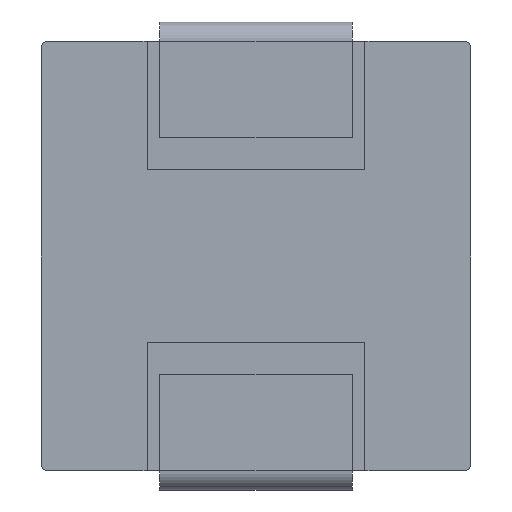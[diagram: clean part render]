
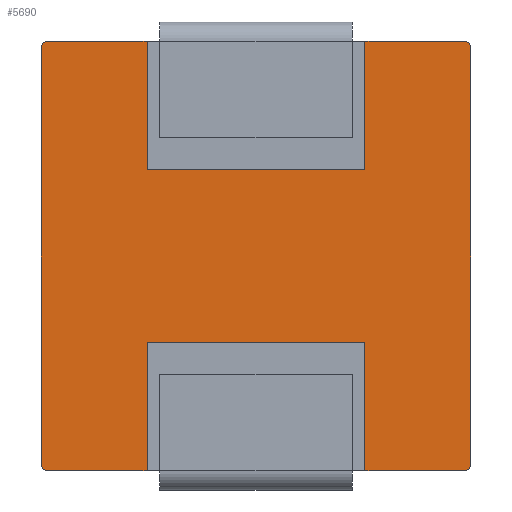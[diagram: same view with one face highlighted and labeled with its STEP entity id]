
A CAD part, front view. The second image highlights one B-rep face of the part: STEP entity #5690.
In plain terms, the highlighted planar face has unit normal (0, -1, 0).
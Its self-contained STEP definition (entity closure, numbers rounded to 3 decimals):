
#5 = VECTOR ( 'NONE', #4337, 1000. ) ;
#40 = FACE_OUTER_BOUND ( 'NONE', #754, .T. ) ;
#51 = AXIS2_PLACEMENT_3D ( 'NONE', #4448, #4449, #4450 ) ;
#754 = EDGE_LOOP ( 'NONE', ( #4882, #4884, #4881, #4883, #4885, #4886, #4887, #4889, #4888, #4890, #4892, #4891, #4893, #4894, #5005, #4896 ) ) ;
#1153 = EDGE_CURVE ( 'NONE', #2127, #2087, #2243, .T. ) ;
#1154 = EDGE_CURVE ( 'NONE', #2087, #4748, #2240, .T. ) ;
#1155 = EDGE_CURVE ( 'NONE', #4737, #2088, #2237, .T. ) ;
#1156 = EDGE_CURVE ( 'NONE', #2088, #2126, #2234, .T. ) ;
#1157 = EDGE_CURVE ( 'NONE', #2126, #2247, #2231, .T. ) ;
#1158 = EDGE_CURVE ( 'NONE', #4755, #2127, #2228, .T. ) ;
#1159 = EDGE_CURVE ( 'NONE', #2128, #4740, #2225, .T. ) ;
#1161 = EDGE_CURVE ( 'NONE', #4758, #2128, #3547, .T. ) ;
#1165 = EDGE_CURVE ( 'NONE', #2160, #4756, #3549, .T. ) ;
#1167 = EDGE_CURVE ( 'NONE', #2245, #2160, #2201, .T. ) ;
#1170 = EDGE_CURVE ( 'NONE', #4738, #2245, #3551, .T. ) ;
#1172 = EDGE_CURVE ( 'NONE', #2247, #4738, #2186, .T. ) ;
#1974 = VECTOR ( 'NONE', #2235, 1000. ) ;
#1975 = VECTOR ( 'NONE', #2232, 1000. ) ;
#1976 = VECTOR ( 'NONE', #2238, 1000. ) ;
#1977 = VECTOR ( 'NONE', #2241, 1000. ) ;
#1979 = VECTOR ( 'NONE', #2229, 1000. ) ;
#1980 = VECTOR ( 'NONE', #2226, 1000. ) ;
#2087 = VERTEX_POINT ( 'NONE', #3340 ) ;
#2088 = VERTEX_POINT ( 'NONE', #3341 ) ;
#2126 = VERTEX_POINT ( 'NONE', #3343 ) ;
#2127 = VERTEX_POINT ( 'NONE', #3344 ) ;
#2128 = VERTEX_POINT ( 'NONE', #3345 ) ;
#2160 = VERTEX_POINT ( 'NONE', #3348 ) ;
#2184 = DIRECTION ( 'NONE',  ( 1., 0., 0. ) ) ;
#2185 = CARTESIAN_POINT ( 'NONE',  ( -3.25, 0., 3.35 ) ) ;
#2186 = LINE ( 'NONE', #2185, #2820 ) ;
#2191 = DIRECTION ( 'NONE',  ( 0., 0., 1. ) ) ;
#2192 = DIRECTION ( 'NONE',  ( 0., 1., 0. ) ) ;
#2199 = DIRECTION ( 'NONE',  ( 0., 0., -1. ) ) ;
#2200 = CARTESIAN_POINT ( 'NONE',  ( 3.35, 0., 3.25 ) ) ;
#2201 = LINE ( 'NONE', #2200, #2822 ) ;
#2202 = CARTESIAN_POINT ( 'NONE',  ( 3.25, 0., 3.25 ) ) ;
#2206 = DIRECTION ( 'NONE',  ( 0., 0., -1. ) ) ;
#2207 = DIRECTION ( 'NONE',  ( 0., 1., 0. ) ) ;
#2208 = CARTESIAN_POINT ( 'NONE',  ( 3.25, 0., -3.25 ) ) ;
#2218 = DIRECTION ( 'NONE',  ( 0., 0., -1. ) ) ;
#2219 = DIRECTION ( 'NONE',  ( 0., 1., 0. ) ) ;
#2223 = DIRECTION ( 'NONE',  ( 0., 0., 1. ) ) ;
#2224 = CARTESIAN_POINT ( 'NONE',  ( -3.35, 0., 3.25 ) ) ;
#2225 = LINE ( 'NONE', #2224, #2959 ) ;
#2226 = DIRECTION ( 'NONE',  ( 0., 0., 1. ) ) ;
#2227 = CARTESIAN_POINT ( 'NONE',  ( 1.7, 0., -3.35 ) ) ;
#2228 = LINE ( 'NONE', #2227, #1980 ) ;
#2229 = DIRECTION ( 'NONE',  ( 0., 0., 1. ) ) ;
#2230 = CARTESIAN_POINT ( 'NONE',  ( 1.7, 0., 3.35 ) ) ;
#2231 = LINE ( 'NONE', #2230, #1979 ) ;
#2232 = DIRECTION ( 'NONE',  ( 1., 0., 0. ) ) ;
#2233 = CARTESIAN_POINT ( 'NONE',  ( 1.7, 0., 1.35 ) ) ;
#2234 = LINE ( 'NONE', #2233, #1975 ) ;
#2235 = DIRECTION ( 'NONE',  ( 0., 0., -1. ) ) ;
#2236 = CARTESIAN_POINT ( 'NONE',  ( -1.7, 0., 3.35 ) ) ;
#2237 = LINE ( 'NONE', #2236, #1974 ) ;
#2238 = DIRECTION ( 'NONE',  ( 0., 0., -1. ) ) ;
#2239 = CARTESIAN_POINT ( 'NONE',  ( -1.7, 0., -3.35 ) ) ;
#2240 = LINE ( 'NONE', #2239, #1976 ) ;
#2241 = DIRECTION ( 'NONE',  ( -1., 0., 0. ) ) ;
#2242 = CARTESIAN_POINT ( 'NONE',  ( 1.7, 0., -1.35 ) ) ;
#2243 = LINE ( 'NONE', #2242, #1977 ) ;
#2245 = VERTEX_POINT ( 'NONE', #3350 ) ;
#2247 = VERTEX_POINT ( 'NONE', #3352 ) ;
#2271 = CARTESIAN_POINT ( 'NONE',  ( -3.25, 0., -3.25 ) ) ;
#2820 = VECTOR ( 'NONE', #2184, 1000. ) ;
#2822 = VECTOR ( 'NONE', #2199, 1000. ) ;
#2954 = AXIS2_PLACEMENT_3D ( 'NONE', #2208, #2207, #2206 ) ;
#2956 = AXIS2_PLACEMENT_3D ( 'NONE', #2202, #2192, #2191 ) ;
#2959 = VECTOR ( 'NONE', #2223, 1000. ) ;
#2960 = AXIS2_PLACEMENT_3D ( 'NONE', #2271, #2219, #2218 ) ;
#3340 = CARTESIAN_POINT ( 'NONE',  ( -1.7, 0., -1.35 ) ) ;
#3341 = CARTESIAN_POINT ( 'NONE',  ( -1.7, 0., 1.35 ) ) ;
#3343 = CARTESIAN_POINT ( 'NONE',  ( 1.7, 0., 1.35 ) ) ;
#3344 = CARTESIAN_POINT ( 'NONE',  ( 1.7, 0., -1.35 ) ) ;
#3345 = CARTESIAN_POINT ( 'NONE',  ( -3.35, 0., -3.25 ) ) ;
#3348 = CARTESIAN_POINT ( 'NONE',  ( 3.35, 0., -3.25 ) ) ;
#3350 = CARTESIAN_POINT ( 'NONE',  ( 3.35, 0., 3.25 ) ) ;
#3352 = CARTESIAN_POINT ( 'NONE',  ( 1.7, 0., 3.35 ) ) ;
#3547 = CIRCLE ( 'NONE', #2960, 0.1 ) ;
#3549 = CIRCLE ( 'NONE', #2954, 0.1 ) ;
#3551 = CIRCLE ( 'NONE', #2956, 0.1 ) ;
#3585 = AXIS2_PLACEMENT_3D ( 'NONE', #3921, #3940, #3941 ) ;
#3617 = VECTOR ( 'NONE', #3933, 1000. ) ;
#3631 = VECTOR ( 'NONE', #3972, 1000. ) ;
#3866 = CARTESIAN_POINT ( 'NONE',  ( -1.7, 0., 3.35 ) ) ;
#3867 = CARTESIAN_POINT ( 'NONE',  ( 3.25, 0., 3.35 ) ) ;
#3869 = CARTESIAN_POINT ( 'NONE',  ( -3.35, 0., 3.25 ) ) ;
#3871 = CARTESIAN_POINT ( 'NONE',  ( -3.25, 0., 3.35 ) ) ;
#3877 = CARTESIAN_POINT ( 'NONE',  ( -1.7, 0., -3.35 ) ) ;
#3884 = CARTESIAN_POINT ( 'NONE',  ( 1.7, 0., -3.35 ) ) ;
#3885 = CARTESIAN_POINT ( 'NONE',  ( 3.25, 0., -3.35 ) ) ;
#3887 = CARTESIAN_POINT ( 'NONE',  ( -3.25, 0., -3.35 ) ) ;
#3921 = CARTESIAN_POINT ( 'NONE',  ( -3.25, 0., 3.25 ) ) ;
#3931 = LINE ( 'NONE', #3932, #3617 ) ;
#3932 = CARTESIAN_POINT ( 'NONE',  ( -3.25, 0., 3.35 ) ) ;
#3933 = DIRECTION ( 'NONE',  ( 1., 0., 0. ) ) ;
#3940 = DIRECTION ( 'NONE',  ( 0., 1., 0. ) ) ;
#3941 = DIRECTION ( 'NONE',  ( 0., 0., -1. ) ) ;
#3970 = LINE ( 'NONE', #3971, #3631 ) ;
#3971 = CARTESIAN_POINT ( 'NONE',  ( -3.25, 0., -3.35 ) ) ;
#3972 = DIRECTION ( 'NONE',  ( -1., 0., 0. ) ) ;
#4335 = LINE ( 'NONE', #4336, #5 ) ;
#4336 = CARTESIAN_POINT ( 'NONE',  ( -3.25, 0., -3.35 ) ) ;
#4337 = DIRECTION ( 'NONE',  ( -1., 0., 0. ) ) ;
#4447 = PLANE ( 'NONE',  #51 ) ;
#4448 = CARTESIAN_POINT ( 'NONE',  ( -3.25, 0., 3.25 ) ) ;
#4449 = DIRECTION ( 'NONE',  ( 0., -1., 0. ) ) ;
#4450 = DIRECTION ( 'NONE',  ( 0., 0., -1. ) ) ;
#4737 = VERTEX_POINT ( 'NONE', #3866 ) ;
#4738 = VERTEX_POINT ( 'NONE', #3867 ) ;
#4740 = VERTEX_POINT ( 'NONE', #3869 ) ;
#4742 = VERTEX_POINT ( 'NONE', #3871 ) ;
#4748 = VERTEX_POINT ( 'NONE', #3877 ) ;
#4755 = VERTEX_POINT ( 'NONE', #3884 ) ;
#4756 = VERTEX_POINT ( 'NONE', #3885 ) ;
#4758 = VERTEX_POINT ( 'NONE', #3887 ) ;
#4881 = ORIENTED_EDGE ( 'NONE', *, *, #1165, .F. ) ;
#4882 = ORIENTED_EDGE ( 'NONE', *, *, #1158, .F. ) ;
#4883 = ORIENTED_EDGE ( 'NONE', *, *, #1167, .F. ) ;
#4884 = ORIENTED_EDGE ( 'NONE', *, *, #5668, .F. ) ;
#4885 = ORIENTED_EDGE ( 'NONE', *, *, #1170, .F. ) ;
#4886 = ORIENTED_EDGE ( 'NONE', *, *, #1172, .F. ) ;
#4887 = ORIENTED_EDGE ( 'NONE', *, *, #1157, .F. ) ;
#4888 = ORIENTED_EDGE ( 'NONE', *, *, #1155, .F. ) ;
#4889 = ORIENTED_EDGE ( 'NONE', *, *, #1156, .F. ) ;
#4890 = ORIENTED_EDGE ( 'NONE', *, *, #5646, .F. ) ;
#4891 = ORIENTED_EDGE ( 'NONE', *, *, #1159, .F. ) ;
#4892 = ORIENTED_EDGE ( 'NONE', *, *, #5649, .F. ) ;
#4893 = ORIENTED_EDGE ( 'NONE', *, *, #1161, .F. ) ;
#4894 = ORIENTED_EDGE ( 'NONE', *, *, #5659, .F. ) ;
#4896 = ORIENTED_EDGE ( 'NONE', *, *, #1153, .F. ) ;
#5005 = ORIENTED_EDGE ( 'NONE', *, *, #1154, .F. ) ;
#5635 = CIRCLE ( 'NONE', #3585, 0.1 ) ;
#5646 = EDGE_CURVE ( 'NONE', #4742, #4737, #3931, .T. ) ;
#5649 = EDGE_CURVE ( 'NONE', #4740, #4742, #5635, .T. ) ;
#5659 = EDGE_CURVE ( 'NONE', #4748, #4758, #3970, .T. ) ;
#5668 = EDGE_CURVE ( 'NONE', #4756, #4755, #4335, .T. ) ;
#5690 = ADVANCED_FACE ( 'NONE', ( #40 ), #4447, .T. ) ;
